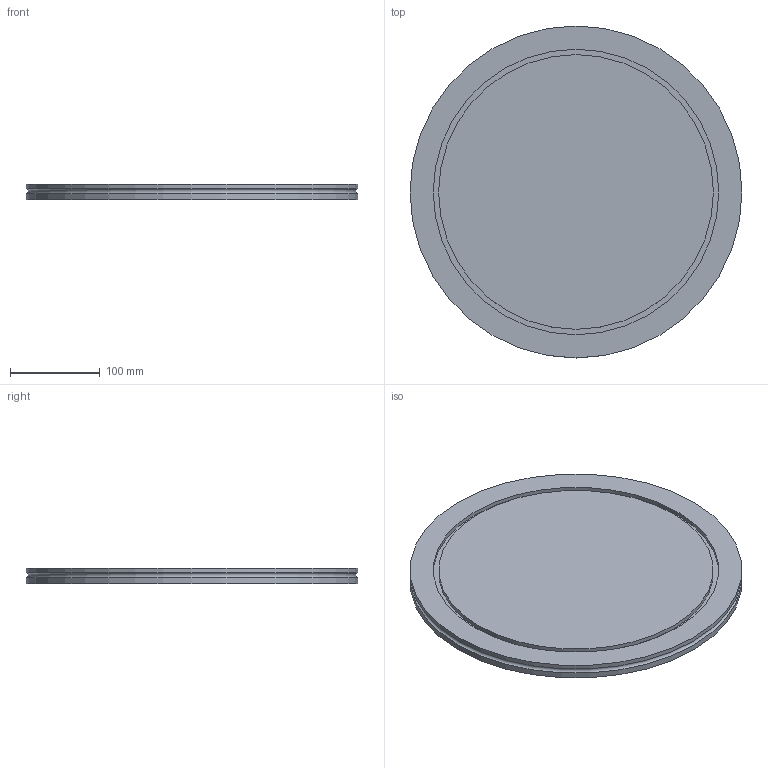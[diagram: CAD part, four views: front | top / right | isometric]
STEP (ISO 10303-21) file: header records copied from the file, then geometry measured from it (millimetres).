
FILE_DESCRIPTION((''),'2;1');
FILE_NAME('100760132.ipt.stp','2013-06-25T15:20:12',(''),(''),'Autodesk Inventor 2013','Autodesk Inventor 2013','');
FILE_SCHEMA(('AUTOMOTIVE_DESIGN { 1 0 10303 214 1 1 1 1 }'));
Length unit declared in the file: inch
Products named in the file (1): 100760132
Bounding box: 370 x 370 x 16.99 mm (x, y, z)
Volume: 1773407.5 mm3; surface area: 251578.6 mm2
Topology: 1 solids, 1 shells, 13 faces, 19 edges, 12 vertices
Faces by surface type: cylinder 6, plane 6, torus 1
Full cylindrical faces by diameter (mm): 306.197 x1, 318.186 x1, 353.035 x1, 365.023 x1, 370.002 x2
Entity records: 282 total; most frequent: DIRECTION 52, CARTESIAN_POINT 38, AXIS2_PLACEMENT_3D 26, ORIENTED_EDGE 24, EDGE_LOOP 24, FACE_OUTER_BOUND 13, ADVANCED_FACE 13, VERTEX_POINT 12
